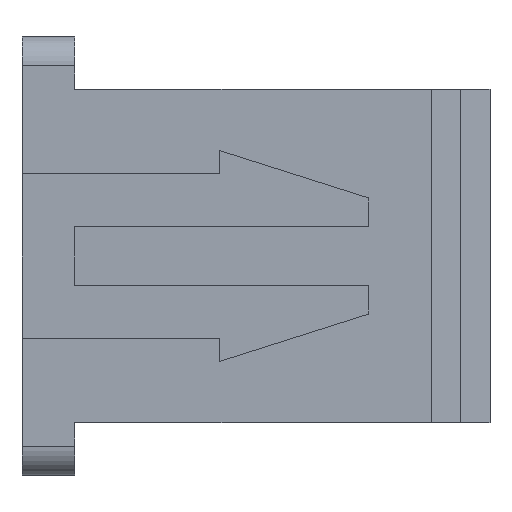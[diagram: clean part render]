
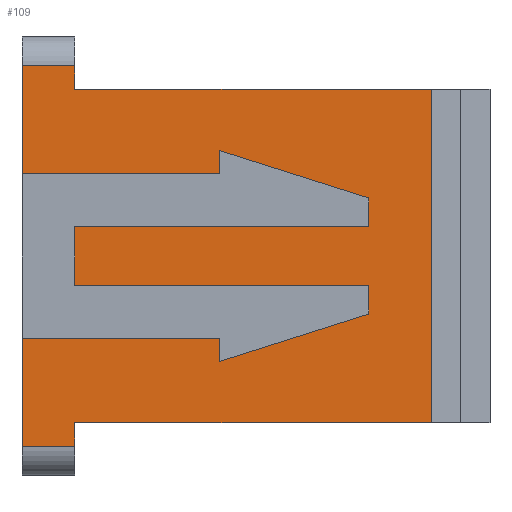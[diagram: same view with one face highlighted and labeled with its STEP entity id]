
A CAD part, front view. The second image highlights one B-rep face of the part: STEP entity #109.
In plain terms, the highlighted planar face has unit normal (0, -1, 0).
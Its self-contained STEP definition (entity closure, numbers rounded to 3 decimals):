
#18 = LINE ( 'NONE', #686, #825 ) ;
#24 = CARTESIAN_POINT ( 'NONE',  ( -0.783, -2., 20.75 ) ) ;
#25 = VERTEX_POINT ( 'NONE', #125 ) ;
#27 = VERTEX_POINT ( 'NONE', #1457 ) ;
#38 = VECTOR ( 'NONE', #1133, 1000. ) ;
#42 = ORIENTED_EDGE ( 'NONE', *, *, #1942, .F. ) ;
#50 = CARTESIAN_POINT ( 'NONE',  ( 0., -2., 0. ) ) ;
#65 = CARTESIAN_POINT ( 'NONE',  ( 7., -2., -25.75 ) ) ;
#70 = VECTOR ( 'NONE', #880, 1000. ) ;
#79 = ORIENTED_EDGE ( 'NONE', *, *, #685, .T. ) ;
#80 = ORIENTED_EDGE ( 'NONE', *, *, #918, .F. ) ;
#84 = CARTESIAN_POINT ( 'NONE',  ( 0.9, -2., 16.997 ) ) ;
#90 = ORIENTED_EDGE ( 'NONE', *, *, #717, .T. ) ;
#101 = ORIENTED_EDGE ( 'NONE', *, *, #1202, .F. ) ;
#109 = ADVANCED_FACE ( 'NONE', ( #1925 ), #891, .F. ) ;
#123 = VERTEX_POINT ( 'NONE', #2100 ) ;
#124 = EDGE_CURVE ( 'NONE', #1712, #354, #1420, .T. ) ;
#125 = CARTESIAN_POINT ( 'NONE',  ( 5.931, -2., 18.493 ) ) ;
#126 = VECTOR ( 'NONE', #2203, 1000. ) ;
#138 = VERTEX_POINT ( 'NONE', #1259 ) ;
#149 = ORIENTED_EDGE ( 'NONE', *, *, #1803, .F. ) ;
#159 = CARTESIAN_POINT ( 'NONE',  ( 5.931, -2., 18.493 ) ) ;
#170 = CARTESIAN_POINT ( 'NONE',  ( 5.931, -2., 16.997 ) ) ;
#174 = LINE ( 'NONE', #371, #334 ) ;
#208 = CARTESIAN_POINT ( 'NONE',  ( 0., -2., 16.097 ) ) ;
#240 = CARTESIAN_POINT ( 'NONE',  ( 3.369, -2., 16.097 ) ) ;
#252 = VECTOR ( 'NONE', #1179, 1000. ) ;
#278 = CARTESIAN_POINT ( 'NONE',  ( 3.369, -2., 15.697 ) ) ;
#282 = CARTESIAN_POINT ( 'NONE',  ( 5.931, -2., 16.507 ) ) ;
#318 = LINE ( 'NONE', #668, #1820 ) ;
#334 = VECTOR ( 'NONE', #675, 1000. ) ;
#342 = DIRECTION ( 'NONE',  ( 0.953, 0., 0.301 ) ) ;
#353 = CARTESIAN_POINT ( 'NONE',  ( 0.9, -2., 16.997 ) ) ;
#354 = VERTEX_POINT ( 'NONE', #1341 ) ;
#362 = VECTOR ( 'NONE', #1311, 1000. ) ;
#371 = CARTESIAN_POINT ( 'NONE',  ( 0.9, -2., 14.65 ) ) ;
#383 = CARTESIAN_POINT ( 'NONE',  ( 5.931, -2., 18.003 ) ) ;
#398 = EDGE_CURVE ( 'NONE', #757, #123, #656, .T. ) ;
#405 = CARTESIAN_POINT ( 'NONE',  ( 0.9, -2., 13.75 ) ) ;
#417 = LINE ( 'NONE', #282, #362 ) ;
#469 = CARTESIAN_POINT ( 'NONE',  ( 0., -2., 14.25 ) ) ;
#482 = DIRECTION ( 'NONE',  ( -1., 0., 0. ) ) ;
#509 = LINE ( 'NONE', #159, #1074 ) ;
#513 = LINE ( 'NONE', #1350, #252 ) ;
#548 = DIRECTION ( 'NONE',  ( -1., 0., 0. ) ) ;
#551 = CARTESIAN_POINT ( 'NONE',  ( 0.9, -2., 20.35 ) ) ;
#564 = ORIENTED_EDGE ( 'NONE', *, *, #2092, .F. ) ;
#587 = VECTOR ( 'NONE', #1609, 1000. ) ;
#619 = ORIENTED_EDGE ( 'NONE', *, *, #1691, .T. ) ;
#632 = DIRECTION ( 'NONE',  ( 0., 0., -1. ) ) ;
#642 = VECTOR ( 'NONE', #1650, 1000. ) ;
#656 = LINE ( 'NONE', #1320, #1612 ) ;
#668 = CARTESIAN_POINT ( 'NONE',  ( 3.369, -2., 15.697 ) ) ;
#675 = DIRECTION ( 'NONE',  ( -1., 0., 0. ) ) ;
#685 = EDGE_CURVE ( 'NONE', #1643, #1060, #1159, .T. ) ;
#686 = CARTESIAN_POINT ( 'NONE',  ( 0.9, -2., 21.25 ) ) ;
#690 = ORIENTED_EDGE ( 'NONE', *, *, #1602, .F. ) ;
#697 = ORIENTED_EDGE ( 'NONE', *, *, #1290, .F. ) ;
#716 = LINE ( 'NONE', #886, #1294 ) ;
#717 = EDGE_CURVE ( 'NONE', #1060, #27, #1837, .T. ) ;
#728 = VERTEX_POINT ( 'NONE', #994 ) ;
#733 = VERTEX_POINT ( 'NONE', #2187 ) ;
#751 = VERTEX_POINT ( 'NONE', #972 ) ;
#757 = VERTEX_POINT ( 'NONE', #2200 ) ;
#786 = CARTESIAN_POINT ( 'NONE',  ( -0.783, -2., 14.25 ) ) ;
#825 = VECTOR ( 'NONE', #1551, 1000. ) ;
#826 = LINE ( 'NONE', #1513, #126 ) ;
#847 = EDGE_CURVE ( 'NONE', #1712, #138, #174, .T. ) ;
#880 = DIRECTION ( 'NONE',  ( 1., 0., 0. ) ) ;
#886 = CARTESIAN_POINT ( 'NONE',  ( 3.369, -2., 19.303 ) ) ;
#891 = PLANE ( 'NONE',  #2061 ) ;
#900 = ORIENTED_EDGE ( 'NONE', *, *, #124, .T. ) ;
#918 = EDGE_CURVE ( 'NONE', #25, #1372, #716, .T. ) ;
#939 = VERTEX_POINT ( 'NONE', #84 ) ;
#964 = LINE ( 'NONE', #1829, #642 ) ;
#972 = CARTESIAN_POINT ( 'NONE',  ( 0., -2., 20.75 ) ) ;
#985 = EDGE_CURVE ( 'NONE', #751, #123, #1417, .T. ) ;
#994 = CARTESIAN_POINT ( 'NONE',  ( 0.9, -2., 18.003 ) ) ;
#1010 = DIRECTION ( 'NONE',  ( 0., 0., 1. ) ) ;
#1060 = VERTEX_POINT ( 'NONE', #469 ) ;
#1065 = LINE ( 'NONE', #1593, #70 ) ;
#1074 = VECTOR ( 'NONE', #1010, 1000. ) ;
#1081 = ORIENTED_EDGE ( 'NONE', *, *, #398, .F. ) ;
#1096 = LINE ( 'NONE', #240, #1668 ) ;
#1133 = DIRECTION ( 'NONE',  ( 1., 0., 0. ) ) ;
#1138 = VERTEX_POINT ( 'NONE', #1308 ) ;
#1157 = VECTOR ( 'NONE', #632, 1000. ) ;
#1159 = LINE ( 'NONE', #2177, #1157 ) ;
#1179 = DIRECTION ( 'NONE',  ( -1., 0., 0. ) ) ;
#1185 = VERTEX_POINT ( 'NONE', #278 ) ;
#1202 = EDGE_CURVE ( 'NONE', #1559, #939, #513, .T. ) ;
#1208 = LINE ( 'NONE', #353, #1542 ) ;
#1226 = CARTESIAN_POINT ( 'NONE',  ( -0.783, -2., -25.75 ) ) ;
#1252 = VERTEX_POINT ( 'NONE', #2208 ) ;
#1259 = CARTESIAN_POINT ( 'NONE',  ( 0.9, -2., 14.65 ) ) ;
#1265 = ORIENTED_EDGE ( 'NONE', *, *, #1592, .F. ) ;
#1290 = EDGE_CURVE ( 'NONE', #1252, #1440, #18, .T. ) ;
#1294 = VECTOR ( 'NONE', #1795, 1000. ) ;
#1308 = CARTESIAN_POINT ( 'NONE',  ( 5.931, -2., 16.507 ) ) ;
#1311 = DIRECTION ( 'NONE',  ( 0., 0., 1. ) ) ;
#1320 = CARTESIAN_POINT ( 'NONE',  ( 0., -2., 18.903 ) ) ;
#1341 = CARTESIAN_POINT ( 'NONE',  ( 7., -2., 20.35 ) ) ;
#1350 = CARTESIAN_POINT ( 'NONE',  ( 5.931, -2., 16.997 ) ) ;
#1351 = VERTEX_POINT ( 'NONE', #1932 ) ;
#1372 = VERTEX_POINT ( 'NONE', #2113 ) ;
#1396 = DIRECTION ( 'NONE',  ( 1., 0., 0. ) ) ;
#1407 = DIRECTION ( 'NONE',  ( 0., 1., 0. ) ) ;
#1417 = LINE ( 'NONE', #50, #1614 ) ;
#1420 = LINE ( 'NONE', #65, #2131 ) ;
#1431 = VECTOR ( 'NONE', #548, 1000. ) ;
#1440 = VERTEX_POINT ( 'NONE', #551 ) ;
#1457 = CARTESIAN_POINT ( 'NONE',  ( 0.9, -2., 14.25 ) ) ;
#1513 = CARTESIAN_POINT ( 'NONE',  ( 0.9, -2., 20.35 ) ) ;
#1542 = VECTOR ( 'NONE', #1863, 1000. ) ;
#1551 = DIRECTION ( 'NONE',  ( 0., 0., -1. ) ) ;
#1557 = VECTOR ( 'NONE', #1396, 1000. ) ;
#1559 = VERTEX_POINT ( 'NONE', #170 ) ;
#1592 = EDGE_CURVE ( 'NONE', #733, #25, #509, .T. ) ;
#1593 = CARTESIAN_POINT ( 'NONE',  ( 0., -2., 16.097 ) ) ;
#1600 = DIRECTION ( 'NONE',  ( 0., 0., 1. ) ) ;
#1602 = EDGE_CURVE ( 'NONE', #939, #728, #1208, .T. ) ;
#1606 = ORIENTED_EDGE ( 'NONE', *, *, #2026, .F. ) ;
#1609 = DIRECTION ( 'NONE',  ( 0., 0., -1. ) ) ;
#1612 = VECTOR ( 'NONE', #482, 1000. ) ;
#1614 = VECTOR ( 'NONE', #2086, 1000. ) ;
#1643 = VERTEX_POINT ( 'NONE', #208 ) ;
#1650 = DIRECTION ( 'NONE',  ( 0., 0., -1. ) ) ;
#1663 = ORIENTED_EDGE ( 'NONE', *, *, #2201, .F. ) ;
#1668 = VECTOR ( 'NONE', #2133, 1000. ) ;
#1691 = EDGE_CURVE ( 'NONE', #1252, #751, #1730, .T. ) ;
#1712 = VERTEX_POINT ( 'NONE', #2078 ) ;
#1723 = ORIENTED_EDGE ( 'NONE', *, *, #847, .F. ) ;
#1728 = LINE ( 'NONE', #383, #1557 ) ;
#1730 = LINE ( 'NONE', #24, #1431 ) ;
#1731 = EDGE_CURVE ( 'NONE', #1643, #1351, #1065, .T. ) ;
#1738 = ORIENTED_EDGE ( 'NONE', *, *, #985, .T. ) ;
#1743 = ORIENTED_EDGE ( 'NONE', *, *, #1731, .F. ) ;
#1795 = DIRECTION ( 'NONE',  ( -0.953, 0., 0.301 ) ) ;
#1803 = EDGE_CURVE ( 'NONE', #1138, #1559, #417, .T. ) ;
#1820 = VECTOR ( 'NONE', #342, 1000. ) ;
#1829 = CARTESIAN_POINT ( 'NONE',  ( 3.369, -2., 18.903 ) ) ;
#1837 = LINE ( 'NONE', #786, #38 ) ;
#1863 = DIRECTION ( 'NONE',  ( 0., 0., 1. ) ) ;
#1901 = EDGE_CURVE ( 'NONE', #1372, #757, #964, .T. ) ;
#1925 = FACE_OUTER_BOUND ( 'NONE', #1992, .T. ) ;
#1932 = CARTESIAN_POINT ( 'NONE',  ( 3.369, -2., 16.097 ) ) ;
#1933 = ORIENTED_EDGE ( 'NONE', *, *, #2156, .F. ) ;
#1936 = DIRECTION ( 'NONE',  ( 0., 0., 1. ) ) ;
#1942 = EDGE_CURVE ( 'NONE', #1185, #1138, #318, .T. ) ;
#1992 = EDGE_LOOP ( 'NONE', ( #900, #1606, #697, #619, #1738, #1081, #2126, #80, #1265, #564, #690, #101, #149, #42, #1933, #1743, #79, #90, #1663, #1723 ) ) ;
#2026 = EDGE_CURVE ( 'NONE', #1440, #354, #826, .T. ) ;
#2061 = AXIS2_PLACEMENT_3D ( 'NONE', #1226, #1407, #1600 ) ;
#2078 = CARTESIAN_POINT ( 'NONE',  ( 7., -2., 14.65 ) ) ;
#2086 = DIRECTION ( 'NONE',  ( 0., 0., -1. ) ) ;
#2092 = EDGE_CURVE ( 'NONE', #728, #733, #1728, .T. ) ;
#2100 = CARTESIAN_POINT ( 'NONE',  ( 0., -2., 18.903 ) ) ;
#2113 = CARTESIAN_POINT ( 'NONE',  ( 3.369, -2., 19.303 ) ) ;
#2120 = LINE ( 'NONE', #405, #587 ) ;
#2126 = ORIENTED_EDGE ( 'NONE', *, *, #1901, .F. ) ;
#2131 = VECTOR ( 'NONE', #1936, 1000. ) ;
#2133 = DIRECTION ( 'NONE',  ( 0., 0., -1. ) ) ;
#2156 = EDGE_CURVE ( 'NONE', #1351, #1185, #1096, .T. ) ;
#2177 = CARTESIAN_POINT ( 'NONE',  ( 0., -2., 35. ) ) ;
#2187 = CARTESIAN_POINT ( 'NONE',  ( 5.931, -2., 18.003 ) ) ;
#2200 = CARTESIAN_POINT ( 'NONE',  ( 3.369, -2., 18.903 ) ) ;
#2201 = EDGE_CURVE ( 'NONE', #138, #27, #2120, .T. ) ;
#2203 = DIRECTION ( 'NONE',  ( 1., 0., 0. ) ) ;
#2208 = CARTESIAN_POINT ( 'NONE',  ( 0.9, -2., 20.75 ) ) ;
